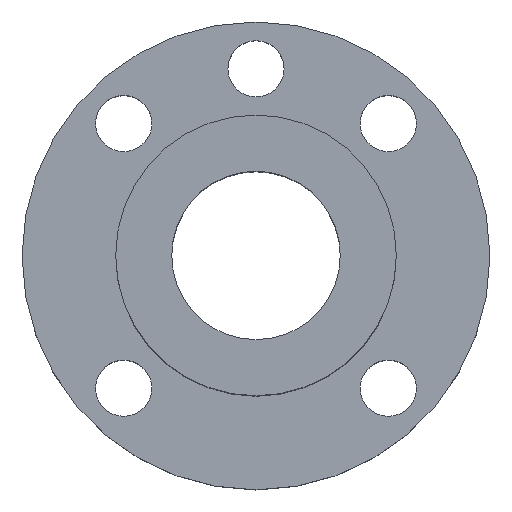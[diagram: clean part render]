
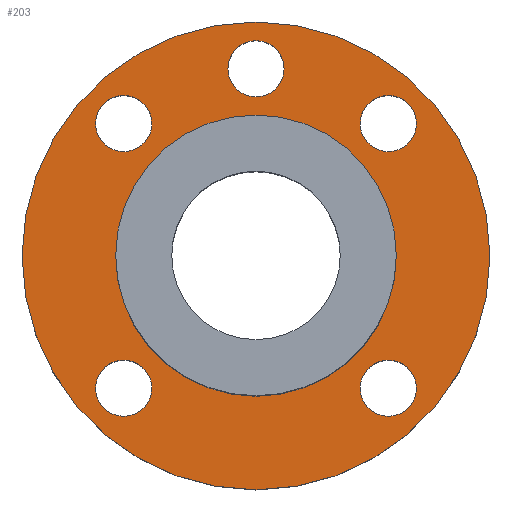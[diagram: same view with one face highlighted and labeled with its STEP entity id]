
A CAD part, top view. The second image highlights one B-rep face of the part: STEP entity #203.
In plain terms, the highlighted planar face has unit normal (0, 0, 1).
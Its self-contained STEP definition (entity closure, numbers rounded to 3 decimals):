
#16=FACE_BOUND('',#53,.T.);
#17=FACE_BOUND('',#54,.T.);
#18=FACE_BOUND('',#55,.T.);
#19=FACE_BOUND('',#56,.T.);
#20=FACE_BOUND('',#57,.T.);
#21=FACE_BOUND('',#58,.T.);
#29=PLANE('',#253);
#40=FACE_OUTER_BOUND('',#52,.T.);
#52=EDGE_LOOP('',(#172));
#53=EDGE_LOOP('',(#173));
#54=EDGE_LOOP('',(#174));
#55=EDGE_LOOP('',(#175));
#56=EDGE_LOOP('',(#176));
#57=EDGE_LOOP('',(#177));
#58=EDGE_LOOP('',(#178));
#85=CIRCLE('',#233,15.);
#86=CIRCLE('',#236,3.);
#88=CIRCLE('',#239,3.);
#90=CIRCLE('',#242,3.);
#92=CIRCLE('',#245,3.);
#94=CIRCLE('',#248,3.);
#96=CIRCLE('',#251,25.);
#101=VERTEX_POINT('',#329);
#102=VERTEX_POINT('',#334);
#104=VERTEX_POINT('',#340);
#106=VERTEX_POINT('',#346);
#108=VERTEX_POINT('',#352);
#110=VERTEX_POINT('',#358);
#112=VERTEX_POINT('',#364);
#119=EDGE_CURVE('',#101,#101,#85,.T.);
#120=EDGE_CURVE('',#102,#102,#86,.T.);
#123=EDGE_CURVE('',#104,#104,#88,.T.);
#126=EDGE_CURVE('',#106,#106,#90,.T.);
#129=EDGE_CURVE('',#108,#108,#92,.T.);
#132=EDGE_CURVE('',#110,#110,#94,.T.);
#135=EDGE_CURVE('',#112,#112,#96,.T.);
#172=ORIENTED_EDGE('',*,*,#135,.T.);
#173=ORIENTED_EDGE('',*,*,#119,.T.);
#174=ORIENTED_EDGE('',*,*,#120,.T.);
#175=ORIENTED_EDGE('',*,*,#123,.T.);
#176=ORIENTED_EDGE('',*,*,#126,.T.);
#177=ORIENTED_EDGE('',*,*,#129,.T.);
#178=ORIENTED_EDGE('',*,*,#132,.T.);
#203=ADVANCED_FACE('',(#40,#16,#17,#18,#19,#20,#21),#29,.T.);
#233=AXIS2_PLACEMENT_3D('',#331,#269,#270);
#236=AXIS2_PLACEMENT_3D('',#335,#275,#276);
#239=AXIS2_PLACEMENT_3D('',#341,#282,#283);
#242=AXIS2_PLACEMENT_3D('',#347,#289,#290);
#245=AXIS2_PLACEMENT_3D('',#353,#296,#297);
#248=AXIS2_PLACEMENT_3D('',#359,#303,#304);
#251=AXIS2_PLACEMENT_3D('',#365,#310,#311);
#253=AXIS2_PLACEMENT_3D('',#369,#315,#316);
#269=DIRECTION('center_axis',(0.,0.,-1.));
#270=DIRECTION('ref_axis',(1.,0.,0.));
#275=DIRECTION('center_axis',(0.,0.,-1.));
#276=DIRECTION('ref_axis',(1.,0.,0.));
#282=DIRECTION('center_axis',(0.,0.,-1.));
#283=DIRECTION('ref_axis',(1.,0.,0.));
#289=DIRECTION('center_axis',(0.,0.,-1.));
#290=DIRECTION('ref_axis',(1.,0.,0.));
#296=DIRECTION('center_axis',(0.,0.,-1.));
#297=DIRECTION('ref_axis',(1.,0.,0.));
#303=DIRECTION('center_axis',(0.,0.,-1.));
#304=DIRECTION('ref_axis',(1.,0.,0.));
#310=DIRECTION('center_axis',(0.,0.,1.));
#311=DIRECTION('ref_axis',(1.,0.,0.));
#315=DIRECTION('center_axis',(0.,0.,1.));
#316=DIRECTION('ref_axis',(1.,0.,0.));
#329=CARTESIAN_POINT('',(-15.,0.,10.));
#331=CARTESIAN_POINT('Origin',(0.,0.,10.));
#334=CARTESIAN_POINT('',(11.142,14.142,10.));
#335=CARTESIAN_POINT('Origin',(14.142,14.142,10.));
#340=CARTESIAN_POINT('',(11.142,-14.142,10.));
#341=CARTESIAN_POINT('Origin',(14.142,-14.142,10.));
#346=CARTESIAN_POINT('',(-3.,20.,10.));
#347=CARTESIAN_POINT('Origin',(0.,20.,10.));
#352=CARTESIAN_POINT('',(-17.142,-14.142,10.));
#353=CARTESIAN_POINT('Origin',(-14.142,-14.142,10.));
#358=CARTESIAN_POINT('',(-17.142,14.142,10.));
#359=CARTESIAN_POINT('Origin',(-14.142,14.142,10.));
#364=CARTESIAN_POINT('',(-25.,0.,10.));
#365=CARTESIAN_POINT('Origin',(0.,0.,10.));
#369=CARTESIAN_POINT('Origin',(0.,0.,10.));
